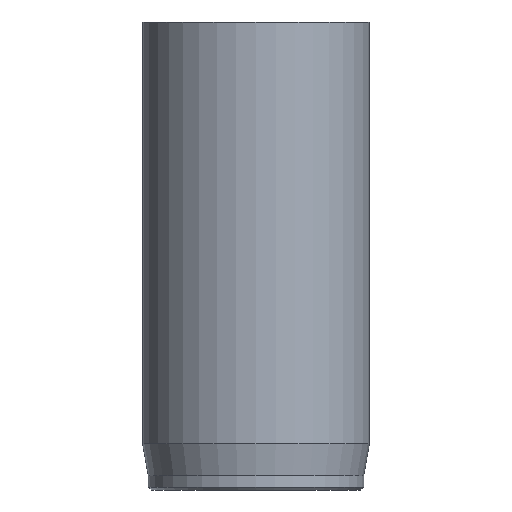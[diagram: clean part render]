
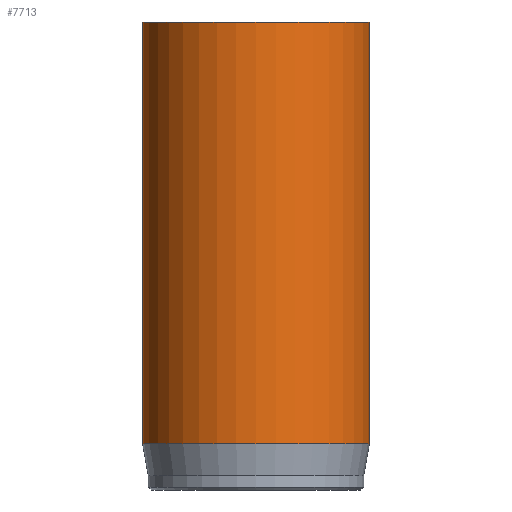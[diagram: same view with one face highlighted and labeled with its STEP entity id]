
A CAD part, front view. The second image highlights one B-rep face of the part: STEP entity #7713.
In plain terms, the highlighted cylindrical face has radius 8 mm (diameter 16 mm), a full revolution.
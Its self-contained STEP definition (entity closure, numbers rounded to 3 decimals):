
#32=CYLINDRICAL_SURFACE('',#8035,8.);
#47=CIRCLE('',#8004,8.);
#63=CIRCLE('',#8033,8.);
#64=CIRCLE('',#8034,8.);
#1071=FACE_OUTER_BOUND('',#1545,.T.);
#1545=EDGE_LOOP('',(#6973,#6974,#6975,#6976,#6977));
#2258=LINE('',#13958,#2977);
#2977=VECTOR('',#9258,8.);
#3698=VERTEX_POINT('',#13899);
#3714=VERTEX_POINT('',#13952);
#3715=VERTEX_POINT('',#13953);
#4783=EDGE_CURVE('',#3698,#3698,#47,.T.);
#4807=EDGE_CURVE('',#3714,#3715,#63,.T.);
#4808=EDGE_CURVE('',#3715,#3714,#64,.T.);
#4810=EDGE_CURVE('',#3698,#3714,#2258,.T.);
#6973=ORIENTED_EDGE('',*,*,#4783,.T.);
#6974=ORIENTED_EDGE('',*,*,#4810,.T.);
#6975=ORIENTED_EDGE('',*,*,#4807,.T.);
#6976=ORIENTED_EDGE('',*,*,#4808,.T.);
#6977=ORIENTED_EDGE('',*,*,#4810,.F.);
#7713=ADVANCED_FACE('',(#1071),#32,.T.);
#8004=AXIS2_PLACEMENT_3D('',#13900,#9185,#9186);
#8033=AXIS2_PLACEMENT_3D('',#13954,#9251,#9252);
#8034=AXIS2_PLACEMENT_3D('',#13955,#9253,#9254);
#8035=AXIS2_PLACEMENT_3D('',#13957,#9256,#9257);
#9185=DIRECTION('center_axis',(0.,0.,-1.));
#9186=DIRECTION('ref_axis',(-1.,0.,0.));
#9251=DIRECTION('center_axis',(0.,0.,1.));
#9252=DIRECTION('ref_axis',(-1.,0.,0.));
#9253=DIRECTION('center_axis',(0.,0.,1.));
#9254=DIRECTION('ref_axis',(-1.,0.,0.));
#9256=DIRECTION('center_axis',(0.,0.,1.));
#9257=DIRECTION('ref_axis',(-1.,0.,0.));
#9258=DIRECTION('',(0.,0.,-1.));
#13899=CARTESIAN_POINT('',(8.,0.,33.));
#13900=CARTESIAN_POINT('Origin',(0.,0.,33.));
#13952=CARTESIAN_POINT('',(8.,0.,3.269));
#13953=CARTESIAN_POINT('',(-8.,0.,3.269));
#13954=CARTESIAN_POINT('Origin',(0.,0.,3.269));
#13955=CARTESIAN_POINT('Origin',(0.,0.,3.269));
#13957=CARTESIAN_POINT('Origin',(0.,0.,0.));
#13958=CARTESIAN_POINT('',(8.,0.,0.));
